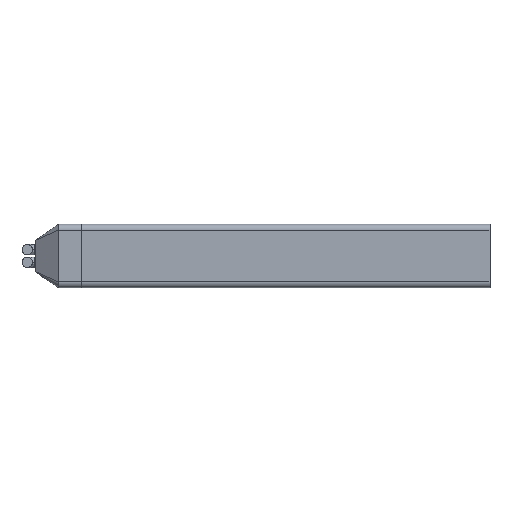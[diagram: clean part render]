
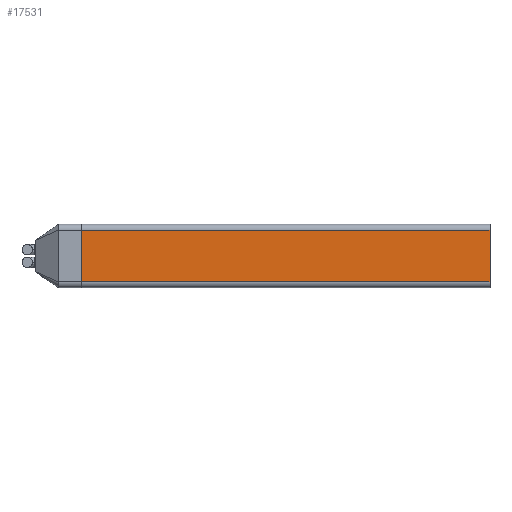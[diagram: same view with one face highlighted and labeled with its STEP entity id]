
A CAD part, front view. The second image highlights one B-rep face of the part: STEP entity #17531.
In plain terms, the highlighted planar face has unit normal (0, -1, 0).
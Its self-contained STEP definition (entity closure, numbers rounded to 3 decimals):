
#17531=ADVANCED_FACE('',(#31427),#31429,.T.);
#31427=FACE_BOUND('',#31428,.T.);
#31428=EDGE_LOOP('',(#43275,#43276,#43277,#43278));
#31429=PLANE('',#31430);
#31430=AXIS2_PLACEMENT_3D('',#31431,#31432,#31433);
#31431=CARTESIAN_POINT('',(-31.,-25.5,4.5));
#31432=DIRECTION('',(0.,-1.,0.));
#31433=DIRECTION('',(0.,0.,-1.));
#43275=ORIENTED_EDGE('',*,*,#48952,.F.);
#43276=ORIENTED_EDGE('',*,*,#48984,.T.);
#43277=ORIENTED_EDGE('',*,*,#48959,.F.);
#43278=ORIENTED_EDGE('',*,*,#48955,.F.);
#48952=EDGE_CURVE('',#58366,#58368,#58369,.F.);
#48955=EDGE_CURVE('',#58368,#58372,#58373,.T.);
#48959=EDGE_CURVE('',#58372,#58379,#58380,.T.);
#48984=EDGE_CURVE('',#58366,#58379,#58415,.T.);
#58366=VERTEX_POINT('',#81396);
#58368=VERTEX_POINT('',#81401);
#58369=LINE('',#81402,#81403);
#58372=VERTEX_POINT('',#81413);
#58373=LINE('',#81414,#81415);
#58379=VERTEX_POINT('',#81430);
#58380=LINE('',#81431,#81432);
#58415=LINE('',#81522,#81523);
#81396=CARTESIAN_POINT('',(-31.,-25.5,-4.5));
#81401=CARTESIAN_POINT('',(-31.,-25.5,4.5));
#81402=CARTESIAN_POINT('',(-31.,-25.5,4.5));
#81403=VECTOR('',#81404,1.);
#81404=DIRECTION('',(0.,0.,-1.));
#81413=CARTESIAN_POINT('',(40.,-25.5,4.5));
#81414=CARTESIAN_POINT('',(-31.,-25.5,4.5));
#81415=VECTOR('',#81416,1.);
#81416=DIRECTION('',(1.,0.,0.));
#81430=CARTESIAN_POINT('',(40.,-25.5,-4.5));
#81431=CARTESIAN_POINT('',(40.,-25.5,4.5));
#81432=VECTOR('',#81433,1.);
#81433=DIRECTION('',(0.,0.,-1.));
#81522=CARTESIAN_POINT('',(-31.,-25.5,-4.5));
#81523=VECTOR('',#81524,1.);
#81524=DIRECTION('',(1.,0.,0.));
